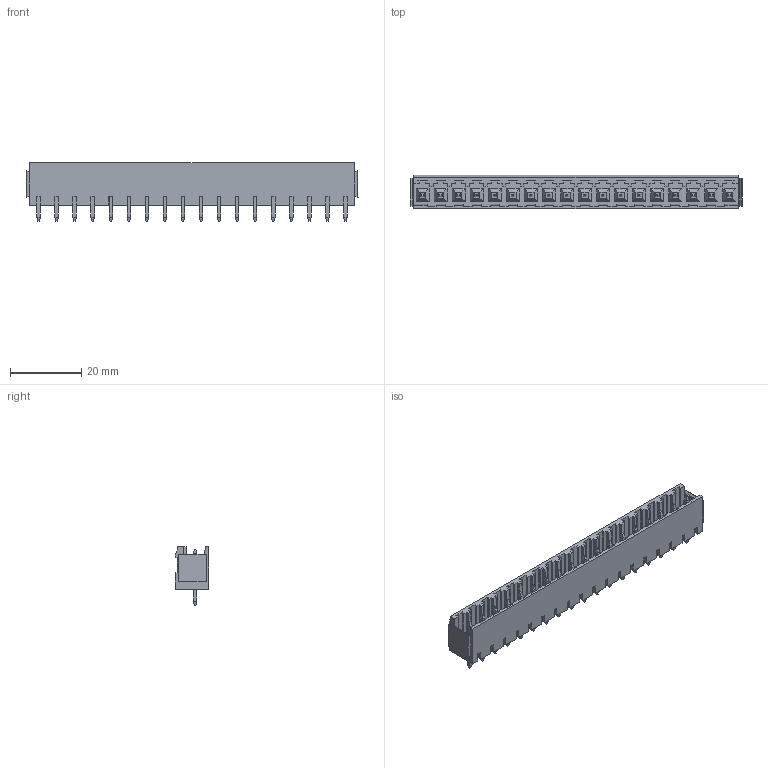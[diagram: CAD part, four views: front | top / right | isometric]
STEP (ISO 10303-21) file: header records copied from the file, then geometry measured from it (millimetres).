
FILE_DESCRIPTION(('CATIA V5 STEP Exchange','CAx-IF Rec.Pracs.--- Model Styling and Organization---1.4--- 2014-01-23'),'2;1');
FILE_NAME ('D1486014_0_1355360000_1355360000.stp','2021-05-07T13:09:34+00:00',('none'),('Weidmueller'),'CATIA Version 5-6 Release 2016 SP3 HF44','CATIA V5 STEP AP214','none');
FILE_SCHEMA(('AUTOMOTIVE_DESIGN { 1 0 10303 214 1 1 1 1 }'));
Length unit declared in the file: millimetre
Products named in the file (1): 1355360000
Bounding box: 93.44 x 9.4 x 16.5 mm (x, y, z)
Volume: 3952 mm3; surface area: 8502.5 mm2
Topology: 19 solids, 19 shells, 806 faces, 2202 edges, 1452 vertices
Faces by surface type: plane 806
Entity records: 24679 total; most frequent: ORIENTED_EDGE 4404, CARTESIAN_POINT 4240, DIRECTION 3372, VECTOR 2202, EDGE_CURVE 2202, LINE 2202, VERTEX_POINT 1452, EDGE_LOOP 860
